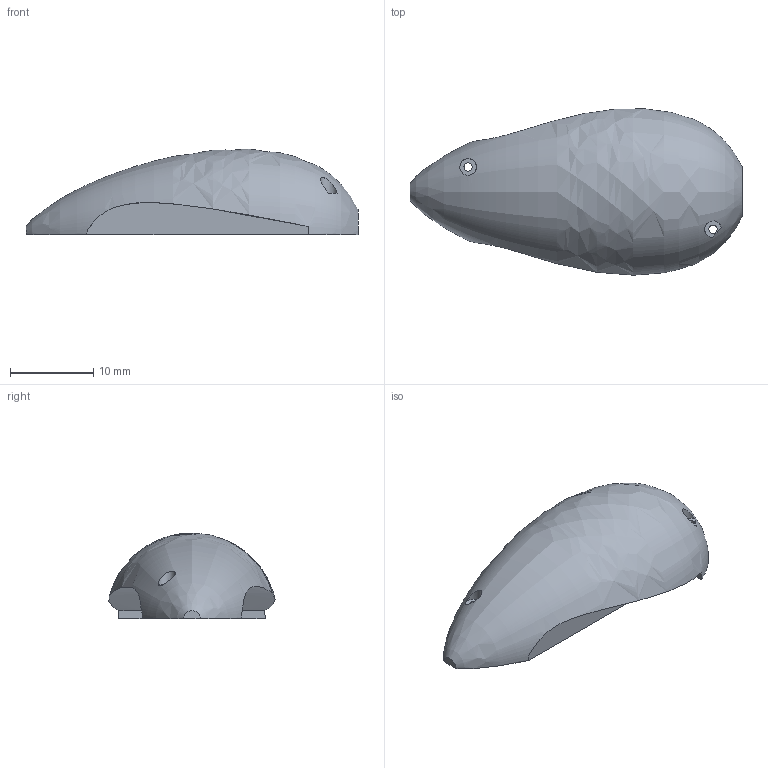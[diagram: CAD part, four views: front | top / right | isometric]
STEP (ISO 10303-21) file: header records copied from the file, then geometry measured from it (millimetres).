
FILE_DESCRIPTION(('FreeCAD Model'),'2;1');
FILE_NAME('corps-safran.stp', '2016-02-17T17:40:52',('FreeCAD'),('FreeCAD'), 'Open CASCADE STEP processor 6.8','FreeCAD','Unknown');
FILE_SCHEMA(('AUTOMOTIVE_DESIGN_CC2 { 1 2 10303 214 -1 1 5 4 }'));
Length unit declared in the file: millimetre
Products named in the file (1): Open CASCADE STEP translator 6.8 3
Bounding box: 40 x 20.05 x 10.32 mm (x, y, z)
Volume: 2794.9 mm3; surface area: 2020.8 mm2
Topology: 1 solids, 1 shells, 41 faces, 105 edges, 70 vertices
Faces by surface type: plane 27, cylinder 11, extrusion 2, revolution 1
Full cylindrical faces by diameter (mm): 1 x2, 1.1 x2, 2 x1
Entity records: 4571 total; most frequent: CARTESIAN_POINT 2502, DIRECTION 359, VECTOR 224, LINE 222, ORIENTED_EDGE 210, PCURVE 210, DEFINITIONAL_REPRESENTATION 210, EDGE_CURVE 105
